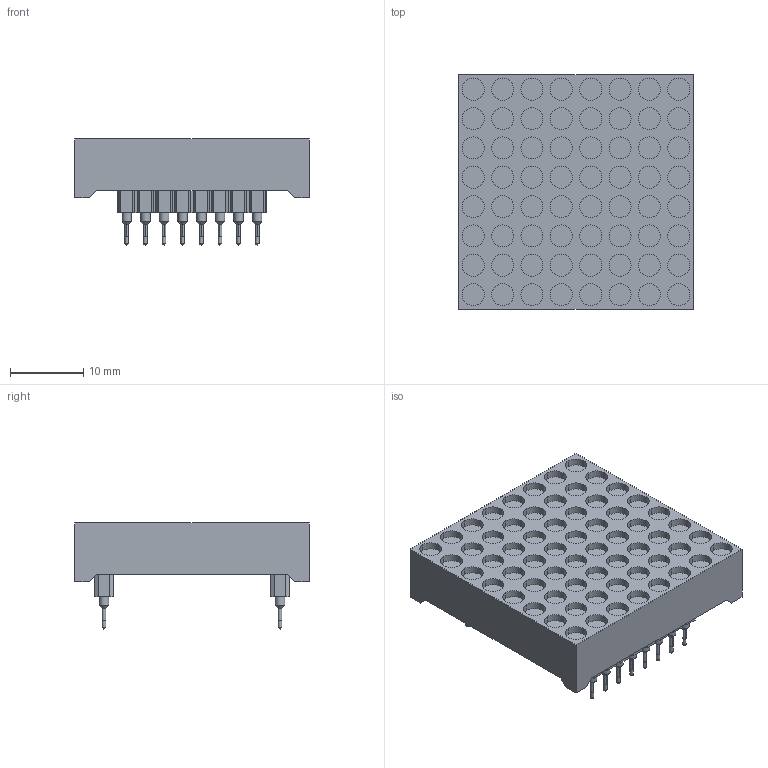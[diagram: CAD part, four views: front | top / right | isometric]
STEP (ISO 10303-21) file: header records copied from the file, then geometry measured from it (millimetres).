
FILE_DESCRIPTION(('FreeCAD Model'),'2;1');
FILE_NAME('Open CASCADE Shape Model','2023-05-09T15:50:53',( 'kicad StepUp'),('ksu MCAD'),'Open CASCADE STEP processor 7.6', 'FreeCAD','Unknown');
FILE_SCHEMA(('AUTOMOTIVE_DESIGN { 1 0 10303 214 1 1 1 1 }'));
Length unit declared in the file: millimetre
Products named in the file (1): 8x8_LED_M1088AS
Bounding box: 32 x 32 x 14.45 mm (x, y, z)
Volume: 7029.4 mm3; surface area: 5234.5 mm2
Topology: 35 solids, 35 shells, 1038 faces, 2328 edges, 1440 vertices
Faces by surface type: plane 558, cylinder 288, cone 176, sphere 16
Full cylindrical faces by diameter (mm): 0.5 x16, 0.8 x16, 1 x32, 1.3 x32, 1.8 x32
Entity records: 38435 total; most frequent: CARTESIAN_POINT 7847, DIRECTION 4902, ORIENTED_EDGE 4592, EDGE_CURVE 2296, AXIS2_PLACEMENT_3D 2015, VERTEX_POINT 1440, FACE_BOUND 1214, EDGE_LOOP 1214
